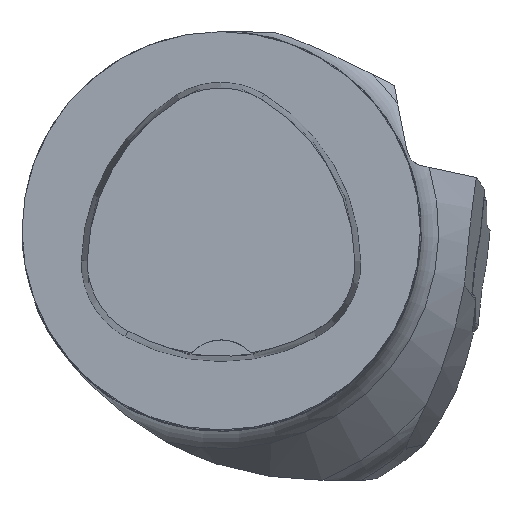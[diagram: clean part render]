
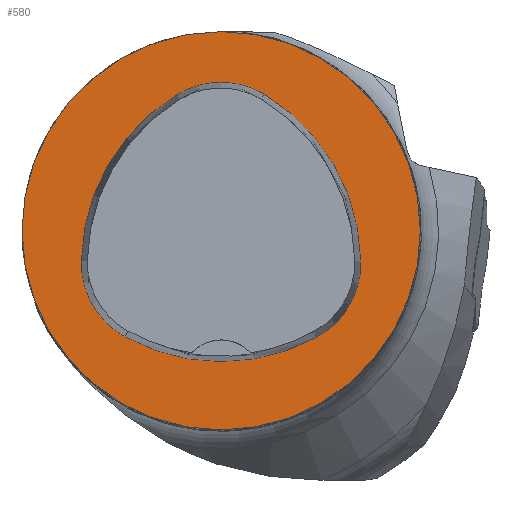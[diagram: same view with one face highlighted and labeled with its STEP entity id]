
A CAD part, top view. The second image highlights one B-rep face of the part: STEP entity #580.
In plain terms, the highlighted planar face has unit normal (0, 0, 1).
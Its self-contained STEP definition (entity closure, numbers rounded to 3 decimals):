
#156=FACE_BOUND('',#1082,.T.);
#157=FACE_BOUND('',#1083,.T.);
#165=CIRCLE('',#3904,20.);
#191=CIRCLE('',#3996,20.);
#193=CIRCLE('',#3999,8.5);
#195=CIRCLE('',#4002,20.);
#197=CIRCLE('',#4005,8.5);
#201=CIRCLE('',#4010,20.);
#203=CIRCLE('',#4013,8.5);
#580=ADVANCED_FACE('',(#156,#157),#742,.T.);
#742=PLANE('',#4018);
#1082=EDGE_LOOP('',(#1661,#1662,#1663,#1664,#1665,#1666));
#1083=EDGE_LOOP('',(#1667));
#1661=ORIENTED_EDGE('',*,*,#2959,.T.);
#1662=ORIENTED_EDGE('',*,*,#2939,.T.);
#1663=ORIENTED_EDGE('',*,*,#2943,.T.);
#1664=ORIENTED_EDGE('',*,*,#2946,.T.);
#1665=ORIENTED_EDGE('',*,*,#2949,.T.);
#1666=ORIENTED_EDGE('',*,*,#2957,.T.);
#1667=ORIENTED_EDGE('',*,*,#2801,.F.);
#2429=VERTEX_POINT('',#5261);
#2510=VERTEX_POINT('',#5814);
#2511=VERTEX_POINT('',#5815);
#2514=VERTEX_POINT('',#5823);
#2516=VERTEX_POINT('',#5829);
#2518=VERTEX_POINT('',#5835);
#2525=VERTEX_POINT('',#5856);
#2801=EDGE_CURVE('',#2429,#2429,#165,.T.);
#2939=EDGE_CURVE('',#2510,#2511,#191,.T.);
#2943=EDGE_CURVE('',#2511,#2514,#193,.T.);
#2946=EDGE_CURVE('',#2514,#2516,#195,.T.);
#2949=EDGE_CURVE('',#2516,#2518,#197,.T.);
#2957=EDGE_CURVE('',#2518,#2525,#201,.T.);
#2959=EDGE_CURVE('',#2525,#2510,#203,.T.);
#3904=AXIS2_PLACEMENT_3D('',#5260,#4279,#4280);
#3996=AXIS2_PLACEMENT_3D('',#5813,#4524,#4525);
#3999=AXIS2_PLACEMENT_3D('',#5822,#4532,#4533);
#4002=AXIS2_PLACEMENT_3D('',#5828,#4539,#4540);
#4005=AXIS2_PLACEMENT_3D('',#5834,#4546,#4547);
#4010=AXIS2_PLACEMENT_3D('',#5857,#4558,#4559);
#4013=AXIS2_PLACEMENT_3D('',#5860,#4564,#4565);
#4018=AXIS2_PLACEMENT_3D('',#5865,#4574,#4575);
#4279=DIRECTION('',(0.,0.,-1.));
#4280=DIRECTION('',(-1.,0.,0.));
#4524=DIRECTION('',(0.,0.,-1.));
#4525=DIRECTION('',(-1.,0.,0.));
#4532=DIRECTION('',(0.,0.,-1.));
#4533=DIRECTION('',(-1.,0.,0.));
#4539=DIRECTION('',(0.,0.,-1.));
#4540=DIRECTION('',(-1.,0.,0.));
#4546=DIRECTION('',(0.,0.,-1.));
#4547=DIRECTION('',(-1.,0.,0.));
#4558=DIRECTION('',(0.,0.,-1.));
#4559=DIRECTION('',(-1.,0.,0.));
#4564=DIRECTION('',(0.,0.,-1.));
#4565=DIRECTION('',(-1.,0.,0.));
#4574=DIRECTION('',(0.,0.,1.));
#4575=DIRECTION('',(1.,0.,0.));
#5260=CARTESIAN_POINT('',(0.,0.,0.));
#5261=CARTESIAN_POINT('',(-20.,0.,0.));
#5813=CARTESIAN_POINT('',(5.955,-3.414,0.));
#5814=CARTESIAN_POINT('',(-14.041,-3.042,0.));
#5815=CARTESIAN_POINT('',(-4.472,13.653,0.));
#5822=CARTESIAN_POINT('',(-0.04,6.4,0.));
#5823=CARTESIAN_POINT('',(4.347,13.68,0.));
#5828=CARTESIAN_POINT('',(-5.976,-3.45,0.));
#5829=CARTESIAN_POINT('',(14.021,-3.075,0.));
#5834=CARTESIAN_POINT('',(5.522,-3.235,0.));
#5835=CARTESIAN_POINT('',(9.588,-10.699,0.));
#5856=CARTESIAN_POINT('',(-9.655,-10.639,0.));
#5857=CARTESIAN_POINT('',(0.022,6.864,0.));
#5860=CARTESIAN_POINT('',(-5.543,-3.2,0.));
#5865=CARTESIAN_POINT('',(0.,0.,0.));
